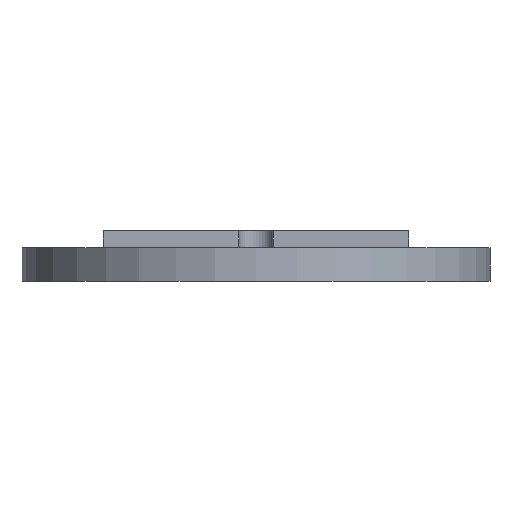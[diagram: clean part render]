
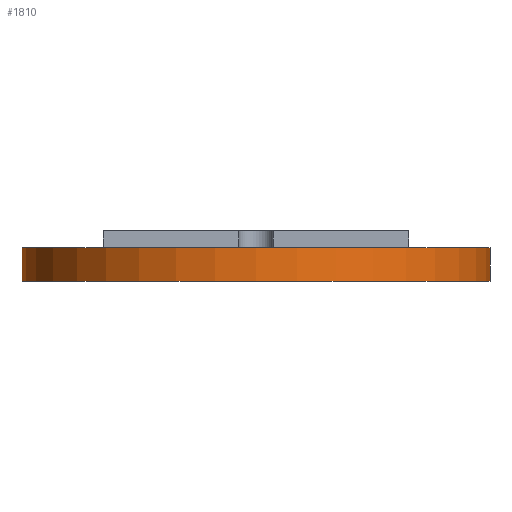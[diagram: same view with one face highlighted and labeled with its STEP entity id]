
A CAD part, front view. The second image highlights one B-rep face of the part: STEP entity #1810.
In plain terms, the highlighted cylindrical face has radius 41.4 mm (diameter 82.8 mm), a partial arc.
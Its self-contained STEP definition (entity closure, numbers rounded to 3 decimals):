
#5 = CARTESIAN_POINT ( 'NONE',  ( -41.4, 0., 6. ) ) ;
#35 = CARTESIAN_POINT ( 'NONE',  ( 0., 0., 6. ) ) ;
#46 = CARTESIAN_POINT ( 'NONE',  ( 41.4, 0., 0. ) ) ;
#70 = ORIENTED_EDGE ( 'NONE', *, *, #425, .F. ) ;
#101 = CARTESIAN_POINT ( 'NONE',  ( -41.4, 0., 6. ) ) ;
#107 = DIRECTION ( 'NONE',  ( 0., 0., -1. ) ) ;
#210 = DIRECTION ( 'NONE',  ( 1., 0., 0. ) ) ;
#231 = DIRECTION ( 'NONE',  ( 0., 0., 1. ) ) ;
#246 = VERTEX_POINT ( 'NONE', #5 ) ;
#368 = CARTESIAN_POINT ( 'NONE',  ( 41.4, 0., 6. ) ) ;
#401 = EDGE_CURVE ( 'NONE', #1070, #462, #1207, .T. ) ;
#410 = CARTESIAN_POINT ( 'NONE',  ( 0., 0., 6. ) ) ;
#425 = EDGE_CURVE ( 'NONE', #246, #1106, #1865, .T. ) ;
#462 = VERTEX_POINT ( 'NONE', #46 ) ;
#488 = CARTESIAN_POINT ( 'NONE',  ( 41.4, 0., 6. ) ) ;
#520 = DIRECTION ( 'NONE',  ( 0., 0., -1. ) ) ;
#602 = ORIENTED_EDGE ( 'NONE', *, *, #401, .T. ) ;
#644 = AXIS2_PLACEMENT_3D ( 'NONE', #35, #809, #210 ) ;
#662 = EDGE_CURVE ( 'NONE', #1106, #462, #1618, .T. ) ;
#809 = DIRECTION ( 'NONE',  ( 0., 0., 1. ) ) ;
#856 = DIRECTION ( 'NONE',  ( -1., 0., 0. ) ) ;
#996 = EDGE_LOOP ( 'NONE', ( #1164, #70, #1495, #602 ) ) ;
#1070 = VERTEX_POINT ( 'NONE', #1461 ) ;
#1106 = VERTEX_POINT ( 'NONE', #488 ) ;
#1108 = VECTOR ( 'NONE', #520, 1000. ) ;
#1156 = EDGE_CURVE ( 'NONE', #246, #1070, #1333, .T. ) ;
#1162 = CARTESIAN_POINT ( 'NONE',  ( 0., 0., 0. ) ) ;
#1164 = ORIENTED_EDGE ( 'NONE', *, *, #662, .F. ) ;
#1175 = FACE_OUTER_BOUND ( 'NONE', #996, .T. ) ;
#1207 = CIRCLE ( 'NONE', #1545, 41.4 ) ;
#1233 = VECTOR ( 'NONE', #1808, 1000. ) ;
#1333 = LINE ( 'NONE', #101, #1233 ) ;
#1336 = AXIS2_PLACEMENT_3D ( 'NONE', #410, #107, #856 ) ;
#1461 = CARTESIAN_POINT ( 'NONE',  ( -41.4, 0., 0. ) ) ;
#1495 = ORIENTED_EDGE ( 'NONE', *, *, #1156, .T. ) ;
#1545 = AXIS2_PLACEMENT_3D ( 'NONE', #1162, #231, #1793 ) ;
#1618 = LINE ( 'NONE', #368, #1108 ) ;
#1793 = DIRECTION ( 'NONE',  ( 1., 0., 0. ) ) ;
#1806 = CYLINDRICAL_SURFACE ( 'NONE', #1336, 41.4 ) ;
#1808 = DIRECTION ( 'NONE',  ( 0., 0., -1. ) ) ;
#1810 = ADVANCED_FACE ( 'NONE', ( #1175 ), #1806, .T. ) ;
#1865 = CIRCLE ( 'NONE', #644, 41.4 ) ;
